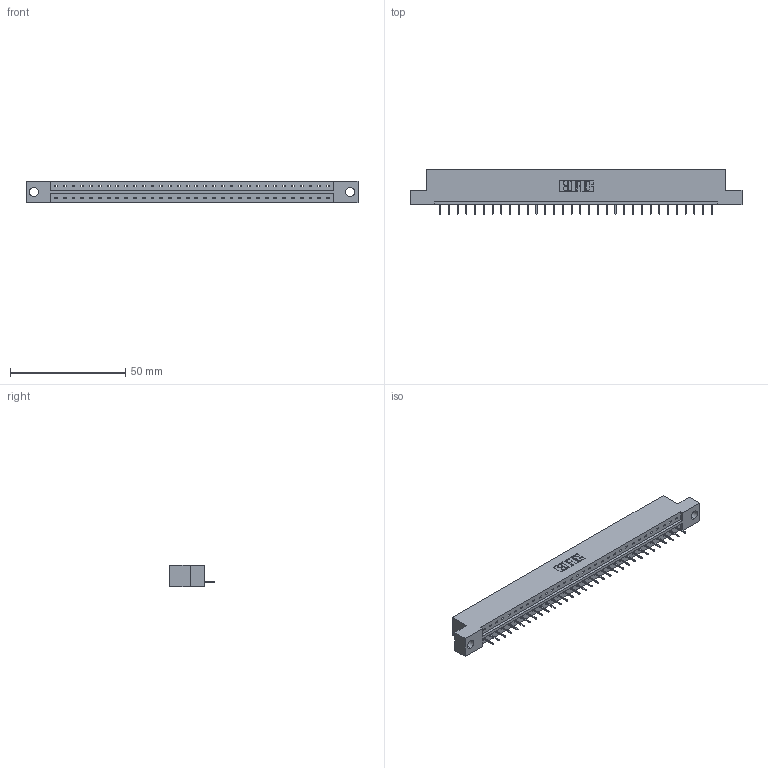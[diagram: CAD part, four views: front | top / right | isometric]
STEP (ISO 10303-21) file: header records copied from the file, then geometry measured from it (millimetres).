
FILE_DESCRIPTION (( 'STEP AP203' ), '1' );
FILE_NAME ('379-032-524-104.STEP', '2020-02-26T16:14:57', ( '' ), ( '' ), 'SwSTEP 2.0', 'SolidWorks 2016', '' );
FILE_SCHEMA (( 'CONFIG_CONTROL_DESIGN' ));
Length unit declared in the file: inch
Products named in the file (3): 345-292-001_345-293-124; 379-032-524-104; 379 Part_Flush - .156 Dia - TH
Assembly tree (33 placements, depth 2):
  379-032-524-104
    379 Part_Flush - .156 Dia - TH
    345-292-001_345-293-124  x32
Bounding box: 144.15 x 19.35 x 9.53 mm (x, y, z)
Volume: 14810.4 mm3; surface area: 14453 mm2
Topology: 33 solids, 33 shells, 2098 faces, 6071 edges, 3918 vertices
Faces by surface type: plane 1606, cylinder 492
Entity records: 20933 total; most frequent: CARTESIAN_POINT 3618, ORIENTED_EDGE 3586, DIRECTION 3073, EDGE_CURVE 1793, VECTOR 1669, LINE 1669, VERTEX_POINT 1190, AXIS2_PLACEMENT_3D 702
